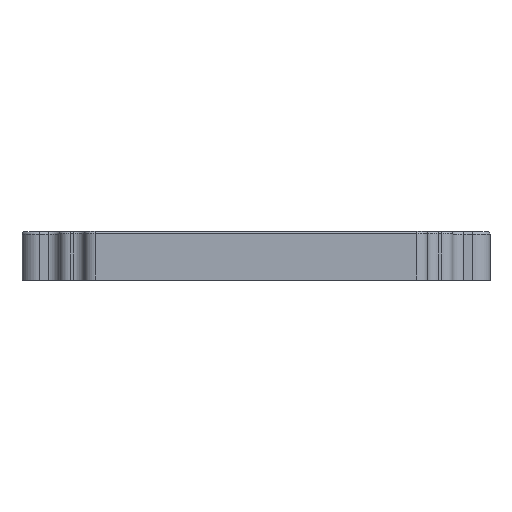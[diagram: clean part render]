
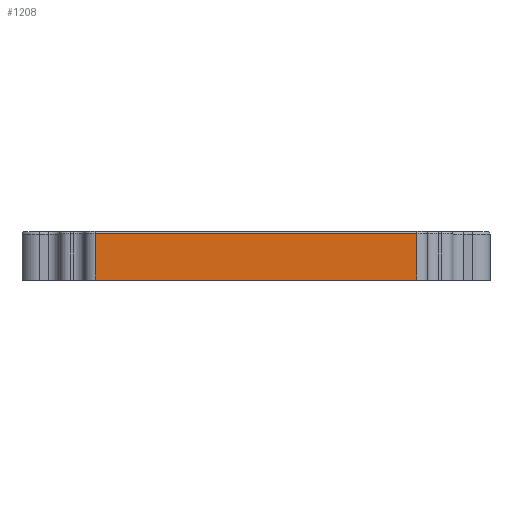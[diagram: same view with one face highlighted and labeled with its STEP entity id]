
A CAD part, top view. The second image highlights one B-rep face of the part: STEP entity #1208.
In plain terms, the highlighted planar face has unit normal (0, 0, 1).
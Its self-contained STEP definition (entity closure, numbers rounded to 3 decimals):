
#61 = LINE ( 'NONE', #3717, #3734 ) ;
#79 = ORIENTED_EDGE ( 'NONE', *, *, #3583, .F. ) ;
#303 = DIRECTION ( 'NONE',  ( -1., 0., 0. ) ) ;
#428 = CARTESIAN_POINT ( 'NONE',  ( 349.945, 1.5, -21.553 ) ) ;
#609 = ORIENTED_EDGE ( 'NONE', *, *, #1008, .T. ) ;
#704 = VECTOR ( 'NONE', #3107, 1000. ) ;
#736 = CARTESIAN_POINT ( 'NONE',  ( 349.945, -9.1, -21.553 ) ) ;
#978 = VERTEX_POINT ( 'NONE', #1247 ) ;
#1008 = EDGE_CURVE ( 'NONE', #3909, #4315, #4174, .T. ) ;
#1208 = ADVANCED_FACE ( 'NONE', ( #2921 ), #4224, .F. ) ;
#1247 = CARTESIAN_POINT ( 'NONE',  ( 423.345, -9.1, -21.553 ) ) ;
#1702 = LINE ( 'NONE', #2714, #4689 ) ;
#2017 = EDGE_CURVE ( 'NONE', #4315, #2616, #3886, .T. ) ;
#2069 = ORIENTED_EDGE ( 'NONE', *, *, #2017, .T. ) ;
#2196 = DIRECTION ( 'NONE',  ( 0., 0., -1. ) ) ;
#2199 = EDGE_LOOP ( 'NONE', ( #4317, #609, #2069, #79 ) ) ;
#2213 = CARTESIAN_POINT ( 'NONE',  ( 349.945, 1.5, -21.553 ) ) ;
#2405 = DIRECTION ( 'NONE',  ( 0., -1., 0. ) ) ;
#2616 = VERTEX_POINT ( 'NONE', #736 ) ;
#2714 = CARTESIAN_POINT ( 'NONE',  ( 423.345, 2., -21.553 ) ) ;
#2897 = EDGE_CURVE ( 'NONE', #3909, #978, #1702, .T. ) ;
#2921 = FACE_OUTER_BOUND ( 'NONE', #2199, .T. ) ;
#3107 = DIRECTION ( 'NONE',  ( 0., -1., 0. ) ) ;
#3249 = CARTESIAN_POINT ( 'NONE',  ( 0., 2., -21.553 ) ) ;
#3583 = EDGE_CURVE ( 'NONE', #978, #2616, #61, .T. ) ;
#3717 = CARTESIAN_POINT ( 'NONE',  ( 0., -9.1, -21.553 ) ) ;
#3734 = VECTOR ( 'NONE', #4105, 1000. ) ;
#3886 = LINE ( 'NONE', #4216, #704 ) ;
#3909 = VERTEX_POINT ( 'NONE', #4709 ) ;
#3996 = VECTOR ( 'NONE', #4107, 1000. ) ;
#4105 = DIRECTION ( 'NONE',  ( -1., 0., 0. ) ) ;
#4107 = DIRECTION ( 'NONE',  ( -1., 0., 0. ) ) ;
#4174 = LINE ( 'NONE', #428, #3996 ) ;
#4216 = CARTESIAN_POINT ( 'NONE',  ( 349.945, 2., -21.553 ) ) ;
#4224 = PLANE ( 'NONE',  #4735 ) ;
#4315 = VERTEX_POINT ( 'NONE', #2213 ) ;
#4317 = ORIENTED_EDGE ( 'NONE', *, *, #2897, .F. ) ;
#4689 = VECTOR ( 'NONE', #2405, 1000. ) ;
#4709 = CARTESIAN_POINT ( 'NONE',  ( 423.345, 1.5, -21.553 ) ) ;
#4735 = AXIS2_PLACEMENT_3D ( 'NONE', #3249, #2196, #303 ) ;
